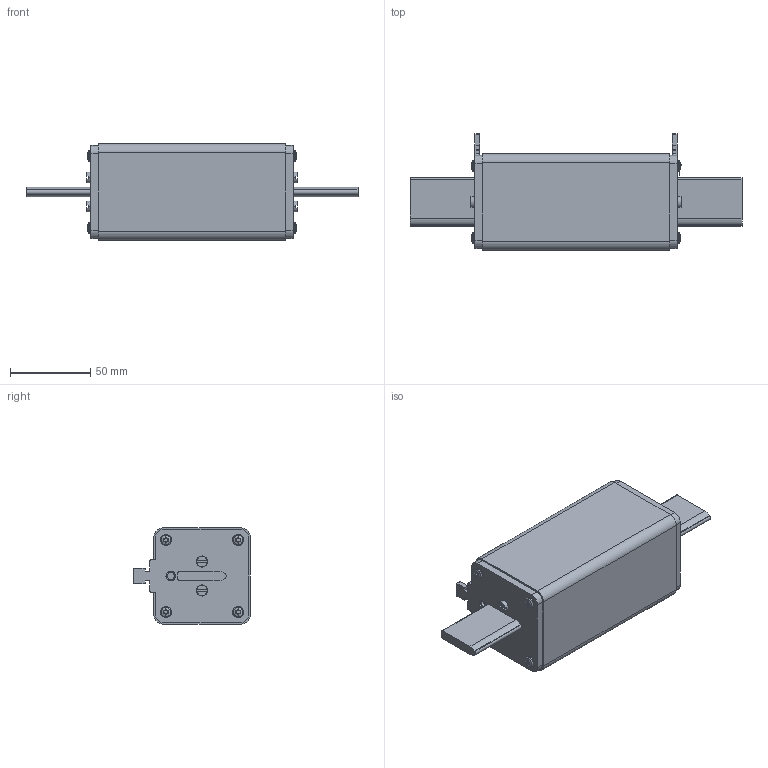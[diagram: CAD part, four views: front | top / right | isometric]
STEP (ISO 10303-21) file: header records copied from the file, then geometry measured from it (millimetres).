
FILE_DESCRIPTION((''),'2;1');
FILE_NAME('NH2XLM_1500_MODEL','2016-10-11T',('janez.tomelj'),('Audax d.o.o.'),'CREO PARAMETRIC BY PTC INC, 2015290','CREO PARAMETRIC BY PTC INC, 2015290','');
FILE_SCHEMA(('CONFIG_CONTROL_DESIGN'));
Length unit declared in the file: millimetre
Products named in the file (1): NH2XLM_1500_MODEL
Bounding box: 207 x 72.5 x 60 mm (x, y, z)
Volume: 463800.1 mm3; surface area: 43326.6 mm2
Topology: 1 solids, 1 shells, 351 faces, 935 edges, 600 vertices
Faces by surface type: cylinder 181, plane 115, torus 24, sphere 16, cone 12, bspline 3
Entity records: 20569 total; most frequent: CARTESIAN_POINT 11742, ORIENTED_EDGE 1870, DIRECTION 1858, EDGE_CURVE 935, AXIS2_PLACEMENT_3D 723, VERTEX_POINT 600, VECTOR 412, LINE 412
